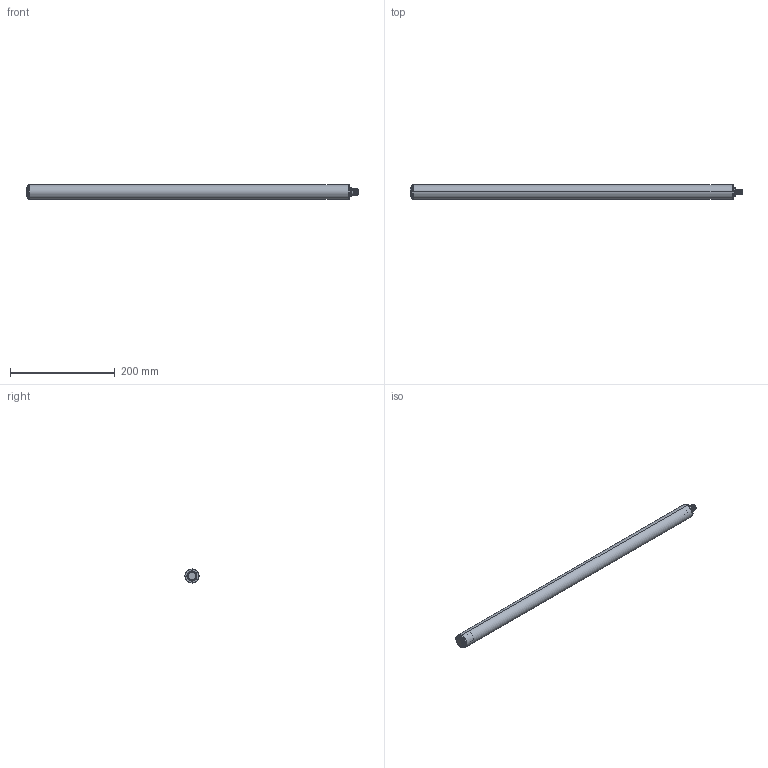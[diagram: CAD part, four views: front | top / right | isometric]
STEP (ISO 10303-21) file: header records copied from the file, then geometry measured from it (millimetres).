
FILE_DESCRIPTION((''),'2;1');
FILE_NAME('185262_ASM','2016-08-09T',('pdmadmin'),(''),'PRO/ENGINEER BY PARAMETRIC TECHNOLOGY CORPORATION, 2016010','PRO/ENGINEER BY PARAMETRIC TECHNOLOGY CORPORATION, 2016010','');
FILE_SCHEMA(('CONFIG_CONTROL_DESIGN'));
Length unit declared in the file: millimetre
Products named in the file (5): 194868_AF0; 194125; 08427; 194124; 185262_ASM
Assembly tree (4 placements, depth 2):
  185262_ASM
    194868_AF0
    194125
    08427
    194124
Bounding box: 633.5 x 27 x 27 mm (x, y, z)
Volume: 82990 mm3; surface area: 109246.1 mm2
Topology: 4 solids, 4 shells, 412 faces, 988 edges, 612 vertices
Faces by surface type: cylinder 130, bspline 108, plane 75, torus 51, cone 42, sphere 6
Entity records: 24472 total; most frequent: CARTESIAN_POINT 15458, ORIENTED_EDGE 1976, DIRECTION 1686, EDGE_CURVE 988, AXIS2_PLACEMENT_3D 702, VERTEX_POINT 612, EDGE_LOOP 444, FACE_OUTER_BOUND 412
